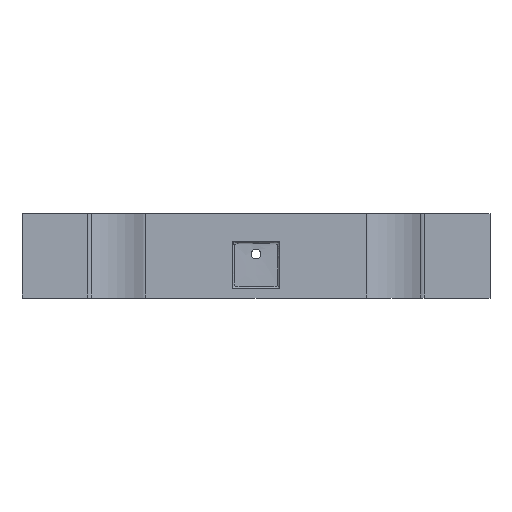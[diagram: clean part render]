
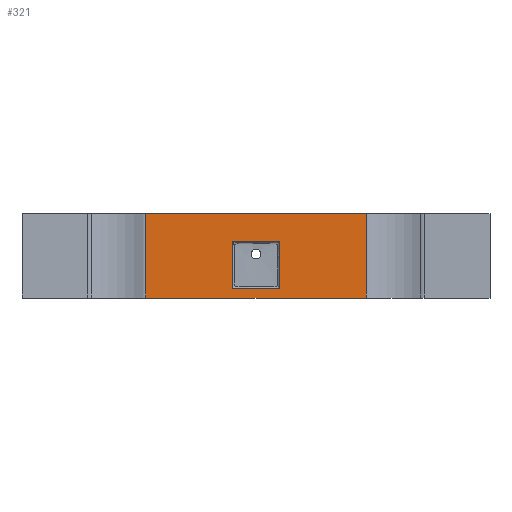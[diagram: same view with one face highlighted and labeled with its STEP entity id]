
A CAD part, top view. The second image highlights one B-rep face of the part: STEP entity #321.
In plain terms, the highlighted planar face has unit normal (0, 0, 1).
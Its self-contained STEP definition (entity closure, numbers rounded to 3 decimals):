
#134=FACE_BOUND('',#657,.T.);
#261=CIRCLE('',#2527,15.);
#262=CIRCLE('',#2528,15.);
#263=CIRCLE('',#2529,15.);
#264=CIRCLE('',#2530,15.);
#321=ADVANCED_FACE('',(#526,#134),#445,.F.);
#445=PLANE('',#2531);
#526=FACE_OUTER_BOUND('',#656,.T.);
#656=EDGE_LOOP('',(#930,#931,#932,#933));
#657=EDGE_LOOP('',(#934,#935,#936,#937,#938,#939,#940,#941));
#930=ORIENTED_EDGE('',*,*,#1816,.F.);
#931=ORIENTED_EDGE('',*,*,#1784,.F.);
#932=ORIENTED_EDGE('',*,*,#1815,.T.);
#933=ORIENTED_EDGE('',*,*,#1817,.T.);
#934=ORIENTED_EDGE('',*,*,#1818,.F.);
#935=ORIENTED_EDGE('',*,*,#1819,.F.);
#936=ORIENTED_EDGE('',*,*,#1820,.F.);
#937=ORIENTED_EDGE('',*,*,#1821,.F.);
#938=ORIENTED_EDGE('',*,*,#1822,.F.);
#939=ORIENTED_EDGE('',*,*,#1823,.F.);
#940=ORIENTED_EDGE('',*,*,#1824,.F.);
#941=ORIENTED_EDGE('',*,*,#1825,.F.);
#1551=VERTEX_POINT('',#3487);
#1552=VERTEX_POINT('',#3488);
#1573=VERTEX_POINT('',#3544);
#1574=VERTEX_POINT('',#3548);
#1575=VERTEX_POINT('',#3551);
#1576=VERTEX_POINT('',#3552);
#1577=VERTEX_POINT('',#3554);
#1578=VERTEX_POINT('',#3556);
#1579=VERTEX_POINT('',#3558);
#1580=VERTEX_POINT('',#3560);
#1581=VERTEX_POINT('',#3562);
#1582=VERTEX_POINT('',#3564);
#1784=EDGE_CURVE('',#1551,#1552,#2101,.T.);
#1815=EDGE_CURVE('',#1551,#1573,#2119,.T.);
#1816=EDGE_CURVE('',#1552,#1574,#2120,.T.);
#1817=EDGE_CURVE('',#1573,#1574,#2121,.T.);
#1818=EDGE_CURVE('',#1575,#1576,#261,.T.);
#1819=EDGE_CURVE('',#1577,#1575,#2122,.T.);
#1820=EDGE_CURVE('',#1578,#1577,#262,.T.);
#1821=EDGE_CURVE('',#1579,#1578,#2123,.T.);
#1822=EDGE_CURVE('',#1580,#1579,#263,.T.);
#1823=EDGE_CURVE('',#1581,#1580,#2124,.T.);
#1824=EDGE_CURVE('',#1582,#1581,#264,.T.);
#1825=EDGE_CURVE('',#1576,#1582,#2125,.T.);
#2101=LINE('',#3486,#2313);
#2119=LINE('',#3545,#2331);
#2120=LINE('',#3547,#2332);
#2121=LINE('',#3549,#2333);
#2122=LINE('',#3553,#2334);
#2123=LINE('',#3557,#2335);
#2124=LINE('',#3561,#2336);
#2125=LINE('',#3565,#2337);
#2313=VECTOR('',#2798,1.);
#2331=VECTOR('',#2852,1.);
#2332=VECTOR('',#2855,1.);
#2333=VECTOR('',#2856,1.);
#2334=VECTOR('',#2859,1.);
#2335=VECTOR('',#2862,1.);
#2336=VECTOR('',#2865,1.);
#2337=VECTOR('',#2868,1.);
#2527=AXIS2_PLACEMENT_3D('',#3550,#2857,#2858);
#2528=AXIS2_PLACEMENT_3D('',#3555,#2860,#2861);
#2529=AXIS2_PLACEMENT_3D('',#3559,#2863,#2864);
#2530=AXIS2_PLACEMENT_3D('',#3563,#2866,#2867);
#2531=AXIS2_PLACEMENT_3D('',#3566,#2869,#2870);
#2798=DIRECTION('',(1.,0.,0.));
#2852=DIRECTION('',(0.,-1.,0.));
#2855=DIRECTION('',(0.,-1.,0.));
#2856=DIRECTION('',(1.,0.,0.));
#2857=DIRECTION('',(0.,0.,1.));
#2858=DIRECTION('',(0.,-1.,0.));
#2859=DIRECTION('',(1.,0.,0.));
#2860=DIRECTION('',(0.,0.,1.));
#2861=DIRECTION('',(0.,-1.,0.));
#2862=DIRECTION('',(0.,-1.,0.));
#2863=DIRECTION('',(0.,0.,1.));
#2864=DIRECTION('',(0.,-1.,0.));
#2865=DIRECTION('',(-1.,0.,0.));
#2866=DIRECTION('',(0.,0.,1.));
#2867=DIRECTION('',(0.,-1.,0.));
#2868=DIRECTION('',(0.,1.,0.));
#2869=DIRECTION('',(0.,0.,-1.));
#2870=DIRECTION('',(-1.,0.,0.));
#3486=CARTESIAN_POINT('',(1060.198,0.,25.));
#3487=CARTESIAN_POINT('',(1060.198,0.,25.));
#3488=CARTESIAN_POINT('',(3015.802,0.,25.));
#3544=CARTESIAN_POINT('',(1060.198,-747.,25.));
#3545=CARTESIAN_POINT('',(1060.198,0.,25.));
#3547=CARTESIAN_POINT('',(3015.802,0.,25.));
#3548=CARTESIAN_POINT('',(3015.802,-747.,25.));
#3549=CARTESIAN_POINT('',(1060.198,-747.,25.));
#3550=CARTESIAN_POINT('',(2232.,-650.,25.));
#3551=CARTESIAN_POINT('',(2232.,-665.,25.));
#3552=CARTESIAN_POINT('',(2247.,-650.,25.));
#3553=CARTESIAN_POINT('',(1844.,-665.,25.));
#3554=CARTESIAN_POINT('',(1844.,-665.,25.));
#3555=CARTESIAN_POINT('',(1844.,-650.,25.));
#3556=CARTESIAN_POINT('',(1829.,-650.,25.));
#3557=CARTESIAN_POINT('',(1829.,-262.,25.));
#3558=CARTESIAN_POINT('',(1829.,-262.,25.));
#3559=CARTESIAN_POINT('',(1844.,-262.,25.));
#3560=CARTESIAN_POINT('',(1844.,-247.,25.));
#3561=CARTESIAN_POINT('',(2232.,-247.,25.));
#3562=CARTESIAN_POINT('',(2232.,-247.,25.));
#3563=CARTESIAN_POINT('',(2232.,-262.,25.));
#3564=CARTESIAN_POINT('',(2247.,-262.,25.));
#3565=CARTESIAN_POINT('',(2247.,-650.,25.));
#3566=CARTESIAN_POINT('',(1060.198,0.,25.));
